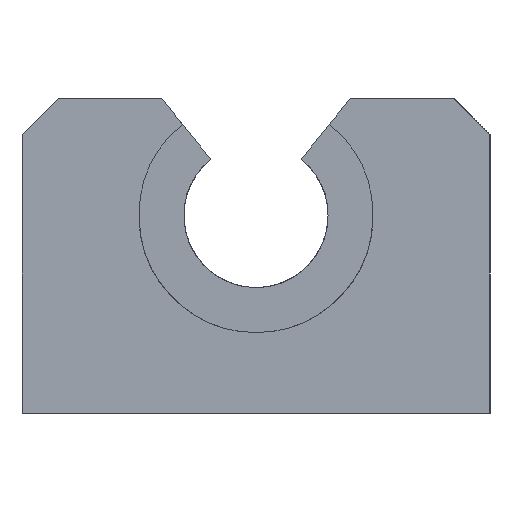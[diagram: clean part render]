
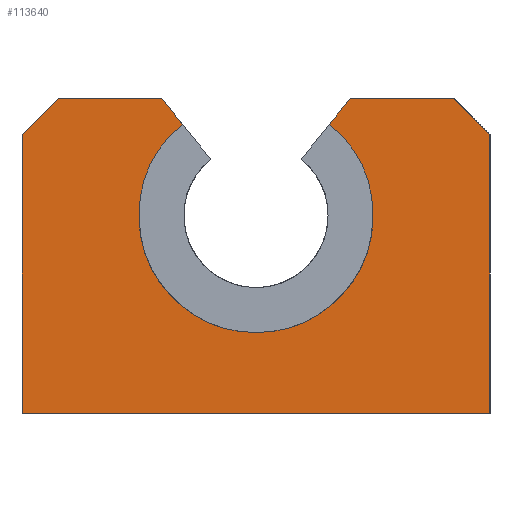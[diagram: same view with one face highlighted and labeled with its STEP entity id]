
A CAD part, left-side view. The second image highlights one B-rep face of the part: STEP entity #113640.
In plain terms, the highlighted free-form (B-spline) face has degree [1, 1] with [2, 2] control points.
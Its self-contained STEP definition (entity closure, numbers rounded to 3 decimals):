
#112500 = CARTESIAN_POINT ('', (0., 4., 35.));
#112510 = VERTEX_POINT ('', #112500);
#112520 = CARTESIAN_POINT ('', (0., 15.53, 35.));
#112530 = VERTEX_POINT ('', #112520);
#112540 = CARTESIAN_POINT ('', (0., 4., 35.));
#112550 = CARTESIAN_POINT ('', (0., 15.53, 35.));
#112560 = B_SPLINE_CURVE_WITH_KNOTS ('', 1, (#112540, #112550), .UNSPECIFIED., .F., .U., (2, 2), (0., 1.), .UNSPECIFIED.);
#112570 = EDGE_CURVE ('', #112510, #112530, #112560, .T.);
#112580 = ORIENTED_EDGE ('', *, *, #112570, .T.);
#112590 = CARTESIAN_POINT ('', (0., 17.853, 32.131));
#112600 = VERTEX_POINT ('', #112590);
#112610 = CARTESIAN_POINT ('', (0., 15.53, 35.));
#112620 = CARTESIAN_POINT ('', (0., 16.304, 34.044));
#112630 = CARTESIAN_POINT ('', (0., 17.079, 33.087));
#112640 = CARTESIAN_POINT ('', (0., 17.853, 32.131));
#112650 = B_SPLINE_CURVE_WITH_KNOTS ('', 3, (#112610, #112620, #112630, #112640), .UNSPECIFIED., .F., .U., (4, 4), (0., 1.), .UNSPECIFIED.);
#112660 = EDGE_CURVE ('', #112530, #112600, #112650, .T.);
#112670 = ORIENTED_EDGE ('', *, *, #112660, .T.);
#112680 = CARTESIAN_POINT ('', (0., 13., 22.));
#112690 = VERTEX_POINT ('', #112680);
#112700 = CARTESIAN_POINT ('', (0., 17.846, 32.124));
#112710 = CARTESIAN_POINT ('', (0., 14.615, 29.523));
#112720 = CARTESIAN_POINT ('', (0., 13., 26.148));
#112730 = CARTESIAN_POINT ('', (0., 13., 22.));
#112740 = B_SPLINE_CURVE_WITH_KNOTS ('', 3, (#112700, #112710, #112720, #112730), .UNSPECIFIED., .F., .U., (4, 4), (0., 1.), .UNSPECIFIED.);
#112750 = EDGE_CURVE ('', #112600, #112690, #112740, .T.);
#112760 = ORIENTED_EDGE ('', *, *, #112750, .T.);
#112770 = CARTESIAN_POINT ('', (0., 39., 22.));
#112780 = VERTEX_POINT ('', #112770);
#112790 = CARTESIAN_POINT ('', (0., 13., 22.));
#112800 = CARTESIAN_POINT ('', (0., 13., 18.412));
#112810 = CARTESIAN_POINT ('', (0., 14.269, 15.348));
#112820 = CARTESIAN_POINT ('', (0., 16.808, 12.808));
#112830 = CARTESIAN_POINT ('', (0., 19.342, 10.271));
#112840 = CARTESIAN_POINT ('', (0., 22.407, 9.001));
#112850 = CARTESIAN_POINT ('', (0., 26., 9.));
#112860 = CARTESIAN_POINT ('', (0., 29.586, 8.999));
#112870 = CARTESIAN_POINT ('', (0., 32.65, 10.268));
#112880 = CARTESIAN_POINT ('', (0., 35.192, 12.808));
#112890 = CARTESIAN_POINT ('', (0., 37.731, 15.344));
#112900 = CARTESIAN_POINT ('', (0., 39., 18.408));
#112910 = CARTESIAN_POINT ('', (0., 39., 22.));
#112920 = B_SPLINE_CURVE_WITH_KNOTS ('', 3, (#112790, #112800, #112810, #112820, #112830, #112840, #112850, #112860, #112870, #112880, #112890, #112900, #112910), .UNSPECIFIED., .F., .U., (4, 3, 3, 3, 4), (0., 0.25, 0.5, 0.75, 1.), .UNSPECIFIED.);
#112930 = EDGE_CURVE ('', #112690, #112780, #112920, .T.);
#112940 = ORIENTED_EDGE ('', *, *, #112930, .T.);
#112950 = CARTESIAN_POINT ('', (0., 34.154, 32.124));
#112960 = VERTEX_POINT ('', #112950);
#112970 = CARTESIAN_POINT ('', (0., 39., 22.));
#112980 = CARTESIAN_POINT ('', (0., 39., 26.148));
#112990 = CARTESIAN_POINT ('', (0., 37.385, 29.523));
#113000 = CARTESIAN_POINT ('', (0., 34.154, 32.124));
#113010 = B_SPLINE_CURVE_WITH_KNOTS ('', 3, (#112970, #112980, #112990, #113000), .UNSPECIFIED., .F., .U., (4, 4), (0., 1.), .UNSPECIFIED.);
#113020 = EDGE_CURVE ('', #112780, #112960, #113010, .T.);
#113030 = ORIENTED_EDGE ('', *, *, #113020, .T.);
#113040 = CARTESIAN_POINT ('', (0., 36.47, 35.));
#113050 = VERTEX_POINT ('', #113040);
#113060 = CARTESIAN_POINT ('', (0., 34.147, 32.131));
#113070 = CARTESIAN_POINT ('', (0., 34.921, 33.087));
#113080 = CARTESIAN_POINT ('', (0., 35.696, 34.044));
#113090 = CARTESIAN_POINT ('', (0., 36.47, 35.));
#113100 = B_SPLINE_CURVE_WITH_KNOTS ('', 3, (#113060, #113070, #113080, #113090), .UNSPECIFIED., .F., .U., (4, 4), (0., 1.), .UNSPECIFIED.);
#113110 = EDGE_CURVE ('', #112960, #113050, #113100, .T.);
#113120 = ORIENTED_EDGE ('', *, *, #113110, .T.);
#113130 = CARTESIAN_POINT ('', (0., 48., 35.));
#113140 = VERTEX_POINT ('', #113130);
#113150 = CARTESIAN_POINT ('', (0., 36.47, 35.));
#113160 = CARTESIAN_POINT ('', (0., 48., 35.));
#113170 = B_SPLINE_CURVE_WITH_KNOTS ('', 1, (#113150, #113160), .UNSPECIFIED., .F., .U., (2, 2), (0., 1.), .UNSPECIFIED.);
#113180 = EDGE_CURVE ('', #113050, #113140, #113170, .T.);
#113190 = ORIENTED_EDGE ('', *, *, #113180, .T.);
#113200 = CARTESIAN_POINT ('', (0., 52., 31.));
#113210 = VERTEX_POINT ('', #113200);
#113220 = CARTESIAN_POINT ('', (0., 48., 35.));
#113230 = CARTESIAN_POINT ('', (0., 49.333, 33.667));
#113240 = CARTESIAN_POINT ('', (0., 50.667, 32.333));
#113250 = CARTESIAN_POINT ('', (0., 52., 31.));
#113260 = B_SPLINE_CURVE_WITH_KNOTS ('', 3, (#113220, #113230, #113240, #113250), .UNSPECIFIED., .F., .U., (4, 4), (0., 1.), .UNSPECIFIED.);
#113270 = EDGE_CURVE ('', #113140, #113210, #113260, .T.);
#113280 = ORIENTED_EDGE ('', *, *, #113270, .T.);
#113290 = CARTESIAN_POINT ('', (0., 52., 0.));
#113300 = VERTEX_POINT ('', #113290);
#113310 = CARTESIAN_POINT ('', (0., 52., 31.));
#113320 = CARTESIAN_POINT ('', (0., 52., 0.));
#113330 = B_SPLINE_CURVE_WITH_KNOTS ('', 1, (#113310, #113320), .UNSPECIFIED., .F., .U., (2, 2), (0., 1.), .UNSPECIFIED.);
#113340 = EDGE_CURVE ('', #113210, #113300, #113330, .T.);
#113350 = ORIENTED_EDGE ('', *, *, #113340, .T.);
#113360 = CARTESIAN_POINT ('', (0., 0., 0.));
#113370 = VERTEX_POINT ('', #113360);
#113380 = CARTESIAN_POINT ('', (0., 52., 0.));
#113390 = CARTESIAN_POINT ('', (0., 0., 0.));
#113400 = B_SPLINE_CURVE_WITH_KNOTS ('', 1, (#113380, #113390), .UNSPECIFIED., .F., .U., (2, 2), (0., 1.), .UNSPECIFIED.);
#113410 = EDGE_CURVE ('', #113300, #113370, #113400, .T.);
#113420 = ORIENTED_EDGE ('', *, *, #113410, .T.);
#113430 = CARTESIAN_POINT ('', (0., 0., 31.));
#113440 = VERTEX_POINT ('', #113430);
#113450 = CARTESIAN_POINT ('', (0., 0., 0.));
#113460 = CARTESIAN_POINT ('', (0., 0., 31.));
#113470 = B_SPLINE_CURVE_WITH_KNOTS ('', 1, (#113450, #113460), .UNSPECIFIED., .F., .U., (2, 2), (0., 1.), .UNSPECIFIED.);
#113480 = EDGE_CURVE ('', #113370, #113440, #113470, .T.);
#113490 = ORIENTED_EDGE ('', *, *, #113480, .T.);
#113500 = CARTESIAN_POINT ('', (0., 0., 31.));
#113510 = CARTESIAN_POINT ('', (0., 1.333, 32.333));
#113520 = CARTESIAN_POINT ('', (0., 2.667, 33.667));
#113530 = CARTESIAN_POINT ('', (0., 4., 35.));
#113540 = B_SPLINE_CURVE_WITH_KNOTS ('', 3, (#113500, #113510, #113520, #113530), .UNSPECIFIED., .F., .U., (4, 4), (0., 1.), .UNSPECIFIED.);
#113550 = EDGE_CURVE ('', #113440, #112510, #113540, .T.);
#113560 = ORIENTED_EDGE ('', *, *, #113550, .T.);
#113570 = EDGE_LOOP ('', (#112580, #112670, #112760, #112940, #113030, #113120, #113190, #113280, #113350, #113420, #113490, #113560));
#113580 = FACE_OUTER_BOUND ('', #113570, .T.);
#113590 = CARTESIAN_POINT ('', (0., 0., 0.));
#113600 = CARTESIAN_POINT ('', (0., 52., 0.));
#113610 = CARTESIAN_POINT ('', (0., 0., 35.));
#113620 = CARTESIAN_POINT ('', (0., 52., 35.));
#113630 = B_SPLINE_SURFACE_WITH_KNOTS ('', 1, 1, ((#113590, #113600), (#113610, #113620)), .UNSPECIFIED., .F., .F., .U., (2, 2), (2, 2), (0., 1.), (0., 1.), .UNSPECIFIED.);
#113640 = ADVANCED_FACE ('', (#113580), #113630, .T.);
